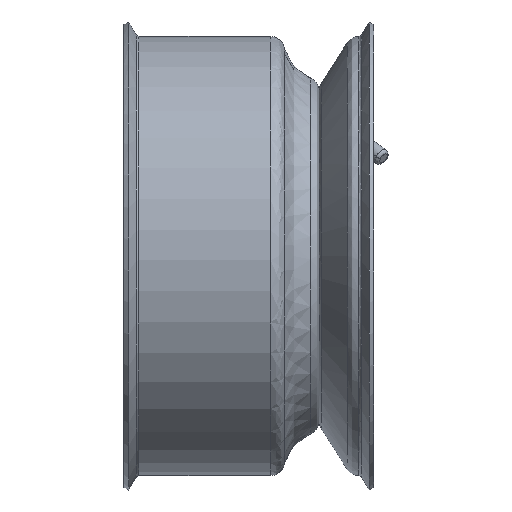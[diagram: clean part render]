
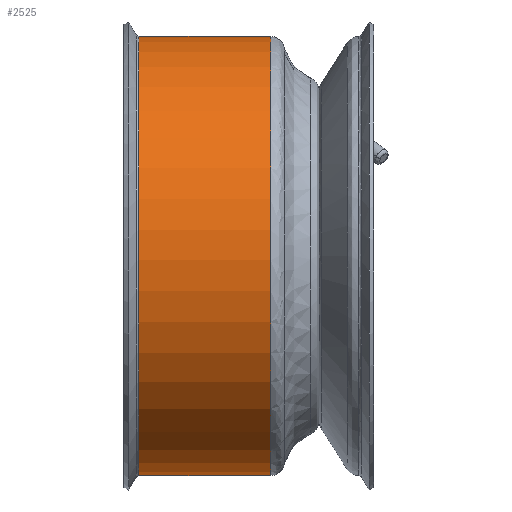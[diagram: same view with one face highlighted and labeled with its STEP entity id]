
A CAD part, front view. The second image highlights one B-rep face of the part: STEP entity #2525.
In plain terms, the highlighted free-form (B-spline) face has degree [2, 1] with [5, 2] control points.
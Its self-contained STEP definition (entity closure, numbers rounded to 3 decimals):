
#767 = VERTEX_POINT('',#768);
#768 = CARTESIAN_POINT('',(-54.849,167.528,
    319.732));
#774 = EDGE_CURVE('',#775,#767,#777,.T.);
#775 = VERTEX_POINT('',#776);
#776 = CARTESIAN_POINT('',(-54.849,167.528,
    82.721));
#777 = ( BOUNDED_CURVE() B_SPLINE_CURVE(2,(#778,#779,#780,#781,#782),
.UNSPECIFIED.,.F.,.F.) B_SPLINE_CURVE_WITH_KNOTS((3,2,3),(3.142,
4.712,6.283),.PIECEWISE_BEZIER_KNOTS.) CURVE() 
GEOMETRIC_REPRESENTATION_ITEM() RATIONAL_B_SPLINE_CURVE((1.,
0.707,1.,0.707,1.)) REPRESENTATION_ITEM('') );
#778 = CARTESIAN_POINT('',(-54.849,167.528,
    82.721));
#779 = CARTESIAN_POINT('',(-54.849,49.022,
    82.721));
#780 = CARTESIAN_POINT('',(-54.849,49.022,
    201.227));
#781 = CARTESIAN_POINT('',(-54.849,49.022,
    319.732));
#782 = CARTESIAN_POINT('',(-54.849,167.528,
    319.732));
#818 = VERTEX_POINT('',#819);
#819 = CARTESIAN_POINT('',(16.35,167.528,
    319.732));
#820 = VERTEX_POINT('',#821);
#821 = CARTESIAN_POINT('',(16.35,167.528,
    82.721));
#829 = EDGE_CURVE('',#820,#775,#830,.T.);
#830 = B_SPLINE_CURVE_WITH_KNOTS('',1,(#831,#832),.UNSPECIFIED.,.F.,.F.,
  (2,2),(-76.639,0.069),.PIECEWISE_BEZIER_KNOTS.);
#831 = CARTESIAN_POINT('',(16.35,167.528,
    82.721));
#832 = CARTESIAN_POINT('',(-54.849,167.528,
    82.721));
#842 = EDGE_CURVE('',#818,#767,#843,.T.);
#843 = B_SPLINE_CURVE_WITH_KNOTS('',1,(#844,#845),.UNSPECIFIED.,.F.,.F.,
  (2,2),(-76.639,0.069),.PIECEWISE_BEZIER_KNOTS.);
#844 = CARTESIAN_POINT('',(16.35,167.528,
    319.732));
#845 = CARTESIAN_POINT('',(-54.849,167.528,
    319.732));
#2502 = EDGE_CURVE('',#820,#818,#2503,.T.);
#2503 = ( BOUNDED_CURVE() B_SPLINE_CURVE(2,(#2504,#2505,#2506,#2507,
#2508),.UNSPECIFIED.,.F.,.F.) B_SPLINE_CURVE_WITH_KNOTS((3,2,3),(
    3.142,4.712,6.283),
.PIECEWISE_BEZIER_KNOTS.) CURVE() GEOMETRIC_REPRESENTATION_ITEM() 
RATIONAL_B_SPLINE_CURVE((1.,0.707,1.,0.707,1.)) 
REPRESENTATION_ITEM('') );
#2504 = CARTESIAN_POINT('',(16.35,167.528,
    82.721));
#2505 = CARTESIAN_POINT('',(16.35,49.022,
    82.721));
#2506 = CARTESIAN_POINT('',(16.35,49.022,
    201.227));
#2507 = CARTESIAN_POINT('',(16.35,49.022,
    319.732));
#2508 = CARTESIAN_POINT('',(16.35,167.528,
    319.732));
#2525 = ADVANCED_FACE('',(#2526),#2532,.T.);
#2526 = FACE_BOUND('',#2527,.T.);
#2527 = EDGE_LOOP('',(#2528,#2529,#2530,#2531));
#2528 = ORIENTED_EDGE('',*,*,#829,.F.);
#2529 = ORIENTED_EDGE('',*,*,#2502,.T.);
#2530 = ORIENTED_EDGE('',*,*,#842,.T.);
#2531 = ORIENTED_EDGE('',*,*,#774,.F.);
#2532 = ( BOUNDED_SURFACE() B_SPLINE_SURFACE(2,1,(
    (#2533,#2534)
    ,(#2535,#2536)
    ,(#2537,#2538)
    ,(#2539,#2540)
    ,(#2541,#2542
)),.UNSPECIFIED.,.F.,.F.,.F.) B_SPLINE_SURFACE_WITH_KNOTS((3,2,3),(2,2),
  (3.142,4.712,6.283),(-76.639,
    0.069),.PIECEWISE_BEZIER_KNOTS.) 
GEOMETRIC_REPRESENTATION_ITEM() RATIONAL_B_SPLINE_SURFACE((
    (1.,1.)
    ,(0.707,0.707)
    ,(1.,1.)
    ,(0.707,0.707)
,(1.,1.))) REPRESENTATION_ITEM('') SURFACE() );
#2533 = CARTESIAN_POINT('',(16.35,167.528,
    82.721));
#2534 = CARTESIAN_POINT('',(-54.849,167.528,
    82.721));
#2535 = CARTESIAN_POINT('',(16.35,49.022,
    82.721));
#2536 = CARTESIAN_POINT('',(-54.849,49.022,
    82.721));
#2537 = CARTESIAN_POINT('',(16.35,49.022,
    201.227));
#2538 = CARTESIAN_POINT('',(-54.849,49.022,
    201.227));
#2539 = CARTESIAN_POINT('',(16.35,49.022,
    319.732));
#2540 = CARTESIAN_POINT('',(-54.849,49.022,
    319.732));
#2541 = CARTESIAN_POINT('',(16.35,167.528,
    319.732));
#2542 = CARTESIAN_POINT('',(-54.849,167.528,
    319.732));
